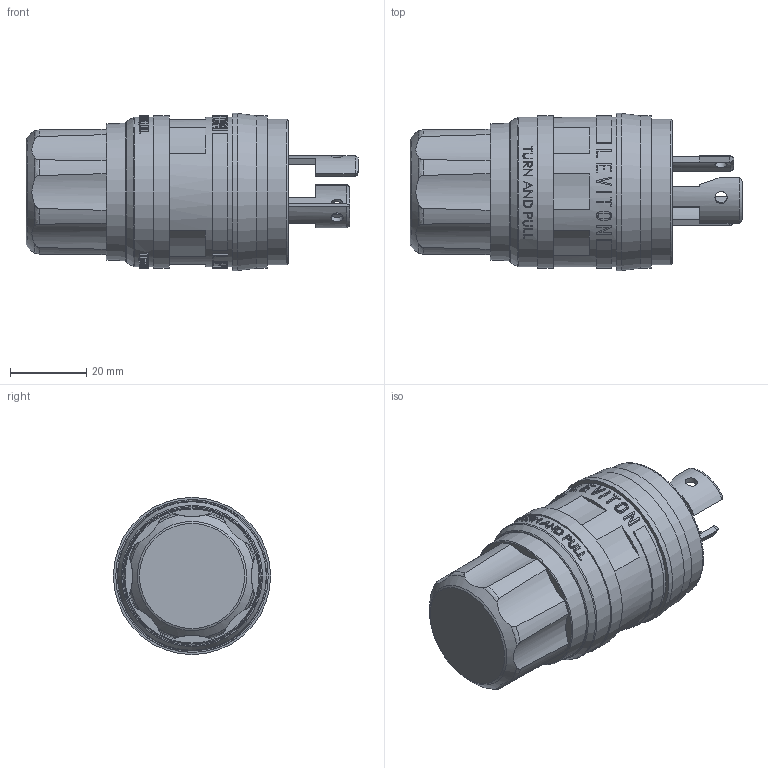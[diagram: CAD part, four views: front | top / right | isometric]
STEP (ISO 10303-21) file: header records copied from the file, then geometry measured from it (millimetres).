
FILE_DESCRIPTION (( 'STEP AP214' ), '1' );
FILE_NAME ('CATSTD-24W07-000-M01.STEP', '2021-08-18T18:24:05', ( '' ), ( '' ), 'SwSTEP 2.0', 'SolidWorks 2020', '' );
FILE_SCHEMA (( 'AUTOMOTIVE_DESIGN' ));
Length unit declared in the file: inch
Products named in the file (1): CATSTD-24W07-000-M01
Bounding box: 86.89 x 41.15 x 41.15 mm (x, y, z)
Volume: 73926.1 mm3; surface area: 12156.9 mm2
Topology: 1 solids, 1 shells, 768 faces, 2034 edges, 1360 vertices
Faces by surface type: plane 509, bspline 130, cylinder 110, cone 19
Full cylindrical faces by diameter (mm): 3.175 x3, 5.156 x3, 5.283 x3, 32.918 x1, 38.1 x1, 39.116 x2, 39.878 x2, 41.148 x1
Entity records: 34790 total; most frequent: CARTESIAN_POINT 12918, ORIENTED_EDGE 3992, DIRECTION 3260, EDGE_CURVE 1996, VERTEX_POINT 1348, VECTOR 1168, LINE 1168, AXIS2_PLACEMENT_3D 1046
